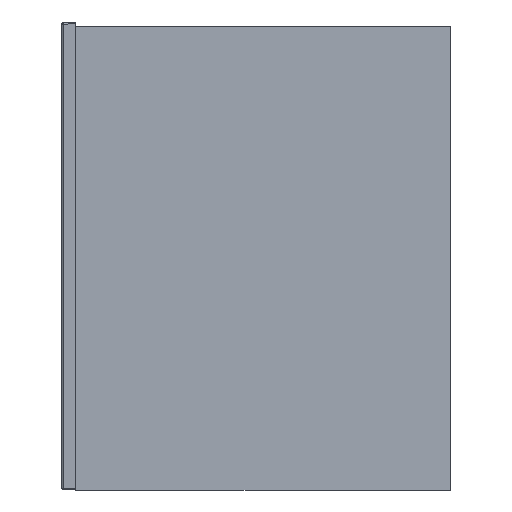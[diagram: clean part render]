
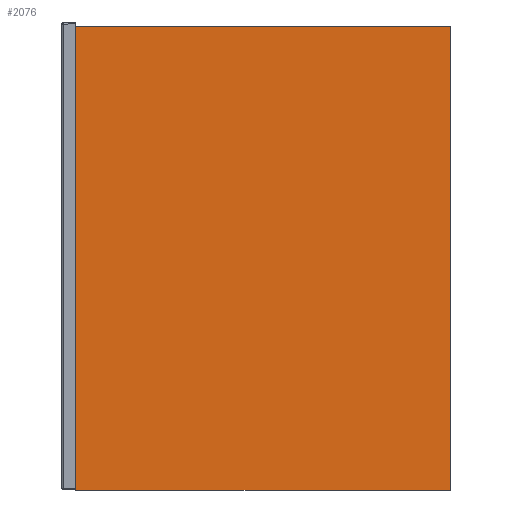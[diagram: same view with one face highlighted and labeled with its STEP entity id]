
A CAD part, left-side view. The second image highlights one B-rep face of the part: STEP entity #2076.
In plain terms, the highlighted face is planar.
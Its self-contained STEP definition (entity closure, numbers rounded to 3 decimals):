
#288 = AXIS2_PLACEMENT_3D ( 'NONE', #10939, #15903, #9743 ) ;
#884 = EDGE_CURVE ( 'NONE', #9914, #16967, #2874, .T. ) ;
#1879 = EDGE_LOOP ( 'NONE', ( #14757, #6469, #20464, #12232 ) ) ;
#2076 = ADVANCED_FACE ( 'NONE', ( #14393 ), #17861, .F. ) ;
#2273 = CARTESIAN_POINT ( 'NONE',  ( -247.5, 200., 33. ) ) ;
#2462 = EDGE_CURVE ( 'NONE', #6355, #13975, #11472, .T. ) ;
#2874 = LINE ( 'NONE', #14154, #4411 ) ;
#4411 = VECTOR ( 'NONE', #15768, 1000. ) ;
#4958 = EDGE_CURVE ( 'NONE', #16967, #6355, #18024, .T. ) ;
#5127 = DIRECTION ( 'NONE',  ( 1., 0., 0. ) ) ;
#5852 = CARTESIAN_POINT ( 'NONE',  ( -247.5, -200., 33. ) ) ;
#6355 = VERTEX_POINT ( 'NONE', #13470 ) ;
#6469 = ORIENTED_EDGE ( 'NONE', *, *, #17852, .T. ) ;
#7293 = CARTESIAN_POINT ( 'NONE',  ( -247.5, 200., 33. ) ) ;
#7358 = CARTESIAN_POINT ( 'NONE',  ( 247.5, 200., 33. ) ) ;
#8604 = VECTOR ( 'NONE', #18078, 1000. ) ;
#9743 = DIRECTION ( 'NONE',  ( 1., 0., 0. ) ) ;
#9914 = VERTEX_POINT ( 'NONE', #7293 ) ;
#10329 = VECTOR ( 'NONE', #5127, 1000. ) ;
#10939 = CARTESIAN_POINT ( 'NONE',  ( 0., 0., 33. ) ) ;
#11472 = LINE ( 'NONE', #11693, #8604 ) ;
#11693 = CARTESIAN_POINT ( 'NONE',  ( 247.5, 200., 33. ) ) ;
#12232 = ORIENTED_EDGE ( 'NONE', *, *, #4958, .T. ) ;
#13470 = CARTESIAN_POINT ( 'NONE',  ( 247.5, -200., 33. ) ) ;
#13558 = VECTOR ( 'NONE', #13564, 1000. ) ;
#13564 = DIRECTION ( 'NONE',  ( -1., 0., 0. ) ) ;
#13975 = VERTEX_POINT ( 'NONE', #7358 ) ;
#14154 = CARTESIAN_POINT ( 'NONE',  ( -247.5, 200., 33. ) ) ;
#14393 = FACE_OUTER_BOUND ( 'NONE', #1879, .T. ) ;
#14757 = ORIENTED_EDGE ( 'NONE', *, *, #2462, .T. ) ;
#15768 = DIRECTION ( 'NONE',  ( 0., -1., 0. ) ) ;
#15903 = DIRECTION ( 'NONE',  ( 0., 0., -1. ) ) ;
#16284 = CARTESIAN_POINT ( 'NONE',  ( -247.5, -200., 33. ) ) ;
#16967 = VERTEX_POINT ( 'NONE', #5852 ) ;
#17852 = EDGE_CURVE ( 'NONE', #13975, #9914, #18756, .T. ) ;
#17861 = PLANE ( 'NONE',  #288 ) ;
#18024 = LINE ( 'NONE', #16284, #10329 ) ;
#18078 = DIRECTION ( 'NONE',  ( 0., 1., 0. ) ) ;
#18756 = LINE ( 'NONE', #2273, #13558 ) ;
#20464 = ORIENTED_EDGE ( 'NONE', *, *, #884, .T. ) ;
